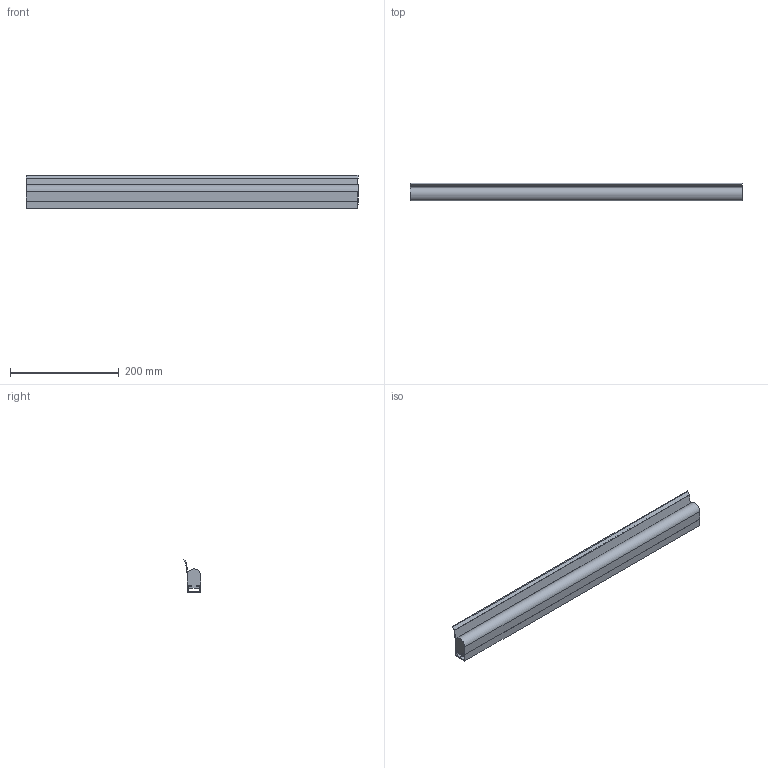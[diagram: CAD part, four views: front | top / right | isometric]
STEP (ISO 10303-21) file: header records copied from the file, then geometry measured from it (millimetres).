
FILE_DESCRIPTION (( 'STEP AP214' ), '1' );
FILE_NAME ('1502-6220.STEP', '2022-02-03T15:49:56', ( '' ), ( '' ), 'SwSTEP 2.0', 'SolidWorks 2021', '' );
FILE_SCHEMA (( 'AUTOMOTIVE_DESIGN' ));
Length unit declared in the file: inch
Products named in the file (1): 1502-6220
Bounding box: 609.6 x 32.5 x 62 mm (x, y, z)
Volume: 557857 mm3; surface area: 187567.5 mm2
Topology: 2 solids, 2 shells, 61 faces, 171 edges, 114 vertices
Faces by surface type: plane 39, cylinder 22
Entity records: 2020 total; most frequent: CARTESIAN_POINT 347, ORIENTED_EDGE 342, DIRECTION 339, EDGE_CURVE 171, VECTOR 127, LINE 127, VERTEX_POINT 114, AXIS2_PLACEMENT_3D 106
